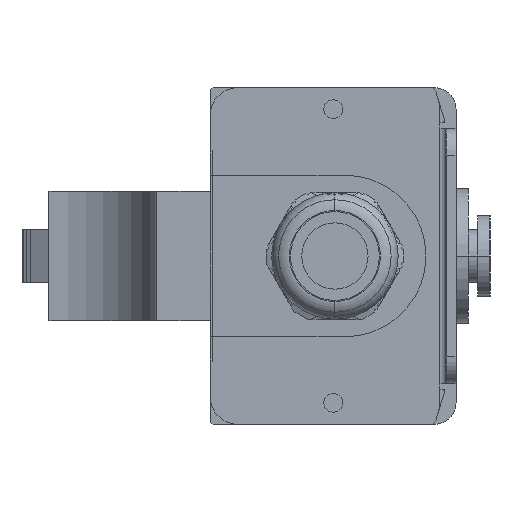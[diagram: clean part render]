
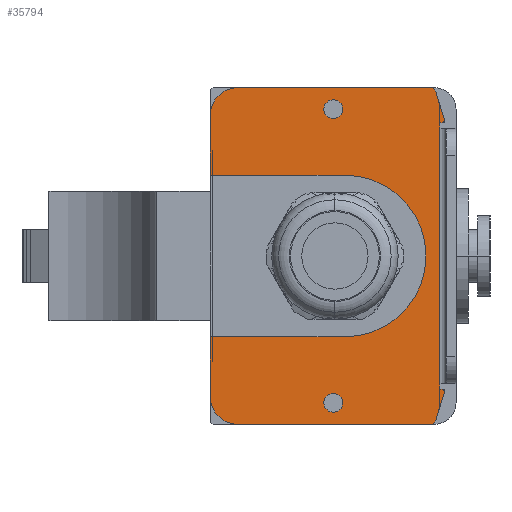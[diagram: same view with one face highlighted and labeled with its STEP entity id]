
A CAD part, left-side view. The second image highlights one B-rep face of the part: STEP entity #35794.
In plain terms, the highlighted face is planar.
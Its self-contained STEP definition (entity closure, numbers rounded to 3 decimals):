
#34955=CARTESIAN_POINT('',(4.739,1.8,-30.25));
#34956=DIRECTION('',(0.,1.,0.));
#34957=DIRECTION('',(0.,0.,-1.));
#34958=AXIS2_PLACEMENT_3D('',#34955,#34956,#34957);
#34965=DIRECTION('',(-0.294,0.,-0.956));
#34966=VECTOR('',#34965,5.656);
#34967=CARTESIAN_POINT('',(3.783,1.8,30.544));
#34968=LINE('',#34967,#34966);
#34969=DIRECTION('',(1.,0.,0.));
#34970=VECTOR('',#34969,0.594);
#34971=CARTESIAN_POINT('',(2.406,1.8,24.75));
#34972=LINE('',#34971,#34970);
#34973=DIRECTION('',(0.,0.,-1.));
#34974=VECTOR('',#34973,1.);
#34975=CARTESIAN_POINT('',(3.,1.8,24.75));
#34976=LINE('',#34975,#34974);
#34977=DIRECTION('',(0.,0.,-1.));
#34978=VECTOR('',#34977,1.);
#34979=CARTESIAN_POINT('',(3.,1.8,-23.75));
#34980=LINE('',#34979,#34978);
#34981=DIRECTION('',(-1.,0.,0.));
#34982=VECTOR('',#34981,0.594);
#34983=CARTESIAN_POINT('',(3.,1.8,-24.75));
#34984=LINE('',#34983,#34982);
#34985=DIRECTION('',(0.294,0.,-0.956));
#34986=VECTOR('',#34985,5.656);
#34987=CARTESIAN_POINT('',(2.119,1.8,-25.138));
#34988=LINE('',#34987,#34986);
#34989=DIRECTION('',(1.,0.,0.));
#34990=VECTOR('',#34989,35.861);
#34991=CARTESIAN_POINT('',(4.739,1.8,-31.25));
#34992=LINE('',#34991,#34990);
#34993=DIRECTION('',(0.,0.,1.));
#34994=VECTOR('',#34993,11.25);
#34995=CARTESIAN_POINT('',(45.6,1.8,-26.25));
#34996=LINE('',#34995,#34994);
#34997=DIRECTION('',(-1.,0.,0.));
#34998=VECTOR('',#34997,25.);
#34999=CARTESIAN_POINT('',(45.6,1.8,-15.));
#35000=LINE('',#34999,#34998);
#35001=CARTESIAN_POINT('',(20.6,1.8,0.));
#35002=DIRECTION('',(0.,1.,0.));
#35003=DIRECTION('',(0.,0.,-1.));
#35004=AXIS2_PLACEMENT_3D('',#35001,#35002,#35003);
#35006=DIRECTION('',(-1.,0.,0.));
#35007=VECTOR('',#35006,25.);
#35008=CARTESIAN_POINT('',(45.6,1.8,15.));
#35009=LINE('',#35008,#35007);
#35010=DIRECTION('',(0.,0.,1.));
#35011=VECTOR('',#35010,11.25);
#35012=CARTESIAN_POINT('',(45.6,1.8,15.));
#35013=LINE('',#35012,#35011);
#35014=DIRECTION('',(-1.,0.,0.));
#35015=VECTOR('',#35014,35.861);
#35016=CARTESIAN_POINT('',(40.6,1.8,31.25));
#35017=LINE('',#35016,#35015);
#35018=CARTESIAN_POINT('',(22.8,1.8,27.25));
#35019=DIRECTION('',(0.,1.,0.));
#35020=DIRECTION('',(0.,0.,1.));
#35021=AXIS2_PLACEMENT_3D('',#35018,#35019,#35020);
#35023=CARTESIAN_POINT('',(22.8,1.8,27.25));
#35024=DIRECTION('',(0.,1.,0.));
#35025=DIRECTION('',(0.,0.,-1.));
#35026=AXIS2_PLACEMENT_3D('',#35023,#35024,#35025);
#35028=CARTESIAN_POINT('',(22.8,1.8,-27.25));
#35029=DIRECTION('',(0.,1.,0.));
#35030=DIRECTION('',(0.,0.,1.));
#35031=AXIS2_PLACEMENT_3D('',#35028,#35029,#35030);
#35033=CARTESIAN_POINT('',(22.8,1.8,-27.25));
#35034=DIRECTION('',(0.,1.,0.));
#35035=DIRECTION('',(0.,0.,-1.));
#35036=AXIS2_PLACEMENT_3D('',#35033,#35034,#35035);
#35042=CARTESIAN_POINT('',(4.739,1.8,30.25));
#35043=DIRECTION('',(0.,1.,0.));
#35044=DIRECTION('',(-0.956,0.,0.294));
#35045=AXIS2_PLACEMENT_3D('',#35042,#35043,#35044);
#35131=CARTESIAN_POINT('',(40.6,1.8,26.25));
#35132=DIRECTION('',(0.,1.,0.));
#35133=DIRECTION('',(0.,0.,1.));
#35134=AXIS2_PLACEMENT_3D('',#35131,#35132,#35133);
#35156=CARTESIAN_POINT('',(40.6,1.8,-26.25));
#35157=DIRECTION('',(0.,1.,0.));
#35158=DIRECTION('',(1.,0.,0.));
#35159=AXIS2_PLACEMENT_3D('',#35156,#35157,#35158);
#35426=DIRECTION('',(0.,0.,1.));
#35427=VECTOR('',#35426,47.5);
#35428=CARTESIAN_POINT('',(3.,1.8,-23.75));
#35429=LINE('',#35428,#35427);
#35460=CARTESIAN_POINT('',(2.406,1.8,25.05));
#35461=DIRECTION('',(0.,1.,0.));
#35462=DIRECTION('',(0.,0.,-1.));
#35463=AXIS2_PLACEMENT_3D('',#35460,#35461,#35462);
#35499=CARTESIAN_POINT('',(2.406,1.8,-25.05));
#35500=DIRECTION('',(0.,1.,0.));
#35501=DIRECTION('',(-0.956,0.,-0.294));
#35502=AXIS2_PLACEMENT_3D('',#35499,#35500,#35501);
#35520=CARTESIAN_POINT('',(45.6,1.8,-26.25));
#35522=VERTEX_POINT('',#35520);
#35524=CARTESIAN_POINT('',(40.6,1.8,-31.25));
#35525=VERTEX_POINT('',#35524);
#35529=CARTESIAN_POINT('',(45.6,1.8,26.25));
#35531=VERTEX_POINT('',#35529);
#35534=CARTESIAN_POINT('',(40.6,1.8,31.25));
#35535=VERTEX_POINT('',#35534);
#35544=CARTESIAN_POINT('',(45.6,1.8,-15.));
#35545=VERTEX_POINT('',#35544);
#35546=CARTESIAN_POINT('',(45.6,1.8,15.));
#35547=VERTEX_POINT('',#35546);
#35548=CARTESIAN_POINT('',(20.6,1.8,-15.));
#35549=VERTEX_POINT('',#35548);
#35550=CARTESIAN_POINT('',(20.6,1.8,15.));
#35551=VERTEX_POINT('',#35550);
#35568=CARTESIAN_POINT('',(3.,1.8,-23.75));
#35569=CARTESIAN_POINT('',(3.,1.8,-24.75));
#35570=VERTEX_POINT('',#35568);
#35571=VERTEX_POINT('',#35569);
#35572=CARTESIAN_POINT('',(3.,1.8,24.75));
#35573=CARTESIAN_POINT('',(3.,1.8,23.75));
#35574=VERTEX_POINT('',#35572);
#35575=VERTEX_POINT('',#35573);
#35645=CARTESIAN_POINT('',(2.406,1.8,-24.75));
#35647=VERTEX_POINT('',#35645);
#35649=CARTESIAN_POINT('',(2.119,1.8,-25.138));
#35650=VERTEX_POINT('',#35649);
#35652=CARTESIAN_POINT('',(2.119,1.8,25.138));
#35654=VERTEX_POINT('',#35652);
#35656=CARTESIAN_POINT('',(2.406,1.8,24.75));
#35657=VERTEX_POINT('',#35656);
#35658=CARTESIAN_POINT('',(3.783,1.8,30.544));
#35660=VERTEX_POINT('',#35658);
#35662=CARTESIAN_POINT('',(4.739,1.8,31.25));
#35663=VERTEX_POINT('',#35662);
#35667=CARTESIAN_POINT('',(3.783,1.8,-30.544));
#35669=VERTEX_POINT('',#35667);
#35672=CARTESIAN_POINT('',(4.739,1.8,-31.25));
#35673=VERTEX_POINT('',#35672);
#35682=CARTESIAN_POINT('',(22.8,1.8,29.));
#35683=CARTESIAN_POINT('',(22.8,1.8,25.5));
#35684=VERTEX_POINT('',#35682);
#35685=VERTEX_POINT('',#35683);
#35686=CARTESIAN_POINT('',(22.8,1.8,-25.5));
#35687=CARTESIAN_POINT('',(22.8,1.8,-29.));
#35688=VERTEX_POINT('',#35686);
#35689=VERTEX_POINT('',#35687);
#35738=CARTESIAN_POINT('',(45.6,1.8,-31.25));
#35739=DIRECTION('',(0.,1.,0.));
#35740=DIRECTION('',(-1.,0.,0.));
#35741=AXIS2_PLACEMENT_3D('',#35738,#35739,#35740);
#35742=PLANE('',#35741);
#35744=ORIENTED_EDGE('',*,*,#35743,.F.);
#35746=ORIENTED_EDGE('',*,*,#35745,.T.);
#35748=ORIENTED_EDGE('',*,*,#35747,.F.);
#35750=ORIENTED_EDGE('',*,*,#35749,.T.);
#35752=ORIENTED_EDGE('',*,*,#35751,.T.);
#35754=ORIENTED_EDGE('',*,*,#35753,.F.);
#35756=ORIENTED_EDGE('',*,*,#35755,.T.);
#35758=ORIENTED_EDGE('',*,*,#35757,.T.);
#35760=ORIENTED_EDGE('',*,*,#35759,.F.);
#35761=ORIENTED_EDGE('',*,*,#35727,.T.);
#35762=ORIENTED_EDGE('',*,*,#35716,.F.);
#35763=ORIENTED_EDGE('',*,*,#35701,.T.);
#35765=ORIENTED_EDGE('',*,*,#35764,.F.);
#35767=ORIENTED_EDGE('',*,*,#35766,.T.);
#35769=ORIENTED_EDGE('',*,*,#35768,.T.);
#35771=ORIENTED_EDGE('',*,*,#35770,.T.);
#35773=ORIENTED_EDGE('',*,*,#35772,.F.);
#35775=ORIENTED_EDGE('',*,*,#35774,.T.);
#35777=ORIENTED_EDGE('',*,*,#35776,.F.);
#35779=ORIENTED_EDGE('',*,*,#35778,.T.);
#35780=EDGE_LOOP('',(#35744,#35746,#35748,#35750,#35752,#35754,#35756,#35758,
#35760,#35761,#35762,#35763,#35765,#35767,#35769,#35771,#35773,#35775,#35777,
#35779));
#35781=FACE_OUTER_BOUND('',#35780,.F.);
#35783=ORIENTED_EDGE('',*,*,#35782,.T.);
#35785=ORIENTED_EDGE('',*,*,#35784,.T.);
#35786=EDGE_LOOP('',(#35783,#35785));
#35787=FACE_BOUND('',#35786,.F.);
#35789=ORIENTED_EDGE('',*,*,#35788,.T.);
#35791=ORIENTED_EDGE('',*,*,#35790,.T.);
#35792=EDGE_LOOP('',(#35789,#35791));
#35793=FACE_BOUND('',#35792,.F.);
#35794=ADVANCED_FACE('',(#35781,#35787,#35793),#35742,.T.);
#34959=CIRCLE('',#34958,1.);
#35005=CIRCLE('',#35004,15.);
#35022=CIRCLE('',#35021,1.75);
#35027=CIRCLE('',#35026,1.75);
#35032=CIRCLE('',#35031,1.75);
#35037=CIRCLE('',#35036,1.75);
#35046=CIRCLE('',#35045,1.);
#35135=CIRCLE('',#35134,5.);
#35160=CIRCLE('',#35159,5.);
#35464=CIRCLE('',#35463,0.3);
#35503=CIRCLE('',#35502,0.3);
#35701=EDGE_CURVE('',#35673,#35525,#34992,.T.);
#35716=EDGE_CURVE('',#35673,#35669,#34959,.T.);
#35727=EDGE_CURVE('',#35650,#35669,#34988,.T.);
#35743=EDGE_CURVE('',#35660,#35663,#35046,.T.);
#35745=EDGE_CURVE('',#35660,#35654,#34968,.T.);
#35747=EDGE_CURVE('',#35657,#35654,#35464,.T.);
#35749=EDGE_CURVE('',#35657,#35574,#34972,.T.);
#35751=EDGE_CURVE('',#35574,#35575,#34976,.T.);
#35753=EDGE_CURVE('',#35570,#35575,#35429,.T.);
#35755=EDGE_CURVE('',#35570,#35571,#34980,.T.);
#35757=EDGE_CURVE('',#35571,#35647,#34984,.T.);
#35759=EDGE_CURVE('',#35650,#35647,#35503,.T.);
#35764=EDGE_CURVE('',#35522,#35525,#35160,.T.);
#35766=EDGE_CURVE('',#35522,#35545,#34996,.T.);
#35768=EDGE_CURVE('',#35545,#35549,#35000,.T.);
#35770=EDGE_CURVE('',#35549,#35551,#35005,.T.);
#35772=EDGE_CURVE('',#35547,#35551,#35009,.T.);
#35774=EDGE_CURVE('',#35547,#35531,#35013,.T.);
#35776=EDGE_CURVE('',#35535,#35531,#35135,.T.);
#35778=EDGE_CURVE('',#35535,#35663,#35017,.T.);
#35782=EDGE_CURVE('',#35684,#35685,#35022,.T.);
#35784=EDGE_CURVE('',#35685,#35684,#35027,.T.);
#35788=EDGE_CURVE('',#35688,#35689,#35032,.T.);
#35790=EDGE_CURVE('',#35689,#35688,#35037,.T.);
